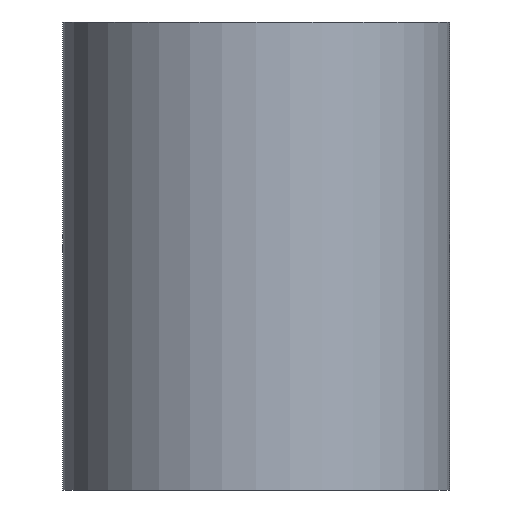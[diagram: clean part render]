
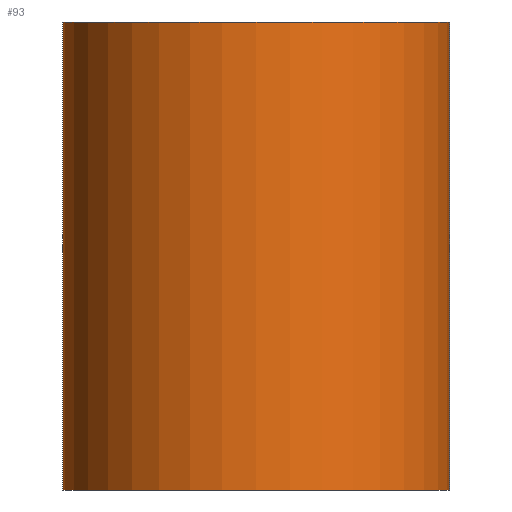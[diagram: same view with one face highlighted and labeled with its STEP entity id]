
A CAD part, front view. The second image highlights one B-rep face of the part: STEP entity #93.
In plain terms, the highlighted cylindrical face has radius 10.75 mm (diameter 21.5 mm), a partial arc.
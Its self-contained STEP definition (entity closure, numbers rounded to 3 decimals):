
#22 = EDGE_CURVE ( 'NONE', #24, #26, #203, .T. ) ;
#23 = VERTEX_POINT ( 'NONE', #185 ) ;
#24 = VERTEX_POINT ( 'NONE', #184 ) ;
#26 = VERTEX_POINT ( 'NONE', #183 ) ;
#61 = VERTEX_POINT ( 'NONE', #257 ) ;
#64 = EDGE_CURVE ( 'NONE', #23, #61, #264, .T. ) ;
#85 = ORIENTED_EDGE ( 'NONE', *, *, #64, .T. ) ;
#88 = EDGE_CURVE ( 'NONE', #24, #23, #278, .T. ) ;
#92 = ORIENTED_EDGE ( 'NONE', *, *, #22, .F. ) ;
#93 = ADVANCED_FACE ( 'NONE', ( #311 ), #294, .T. ) ;
#106 = ORIENTED_EDGE ( 'NONE', *, *, #111, .F. ) ;
#111 = EDGE_CURVE ( 'NONE', #26, #61, #289, .T. ) ;
#118 = EDGE_LOOP ( 'NONE', ( #92, #126, #85, #106 ) ) ;
#126 = ORIENTED_EDGE ( 'NONE', *, *, #88, .T. ) ;
#183 = CARTESIAN_POINT ( 'NONE',  ( -10.75, 0., 0. ) ) ;
#184 = CARTESIAN_POINT ( 'NONE',  ( -10.75, 0., -26. ) ) ;
#185 = CARTESIAN_POINT ( 'NONE',  ( 10.75, 0., -26. ) ) ;
#186 = DIRECTION ( 'NONE',  ( 0., 0., 1. ) ) ;
#201 = VECTOR ( 'NONE', #186, 1000. ) ;
#202 = CARTESIAN_POINT ( 'NONE',  ( -10.75, 0., 0. ) ) ;
#203 = LINE ( 'NONE', #202, #201 ) ;
#215 = DIRECTION ( 'NONE',  ( 0., 0., 1. ) ) ;
#216 = VECTOR ( 'NONE', #215, 1000. ) ;
#217 = CARTESIAN_POINT ( 'NONE',  ( 10.75, 0., 0. ) ) ;
#257 = CARTESIAN_POINT ( 'NONE',  ( 10.75, 0., 0. ) ) ;
#264 = LINE ( 'NONE', #217, #216 ) ;
#278 = CIRCLE ( 'NONE', #279, 10.75 ) ;
#279 = AXIS2_PLACEMENT_3D ( 'NONE', #305, #301, #280 ) ;
#280 = DIRECTION ( 'NONE',  ( 1., 0., 0. ) ) ;
#285 = DIRECTION ( 'NONE',  ( 1., 0., 0. ) ) ;
#286 = DIRECTION ( 'NONE',  ( 0., 0., 1. ) ) ;
#287 = CARTESIAN_POINT ( 'NONE',  ( 0., 0., 0. ) ) ;
#288 = AXIS2_PLACEMENT_3D ( 'NONE', #287, #286, #285 ) ;
#289 = CIRCLE ( 'NONE', #288, 10.75 ) ;
#294 = CYLINDRICAL_SURFACE ( 'NONE', #297, 10.75 ) ;
#295 = DIRECTION ( 'NONE',  ( 0., 0., 1. ) ) ;
#296 = CARTESIAN_POINT ( 'NONE',  ( 0., 0., 0. ) ) ;
#297 = AXIS2_PLACEMENT_3D ( 'NONE', #296, #295, #310 ) ;
#301 = DIRECTION ( 'NONE',  ( 0., 0., 1. ) ) ;
#305 = CARTESIAN_POINT ( 'NONE',  ( 0., 0., -26. ) ) ;
#310 = DIRECTION ( 'NONE',  ( 1., 0., 0. ) ) ;
#311 = FACE_OUTER_BOUND ( 'NONE', #118, .T. ) ;
